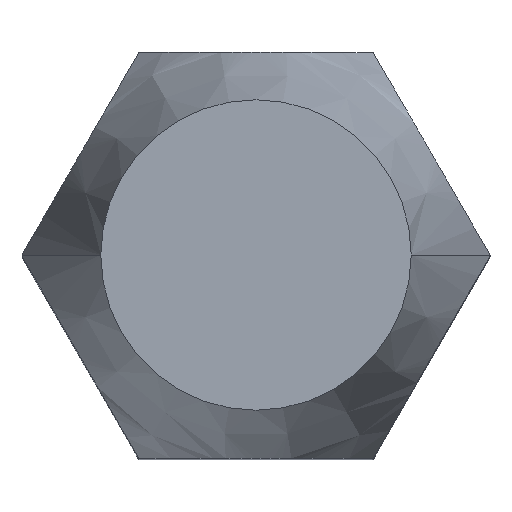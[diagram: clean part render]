
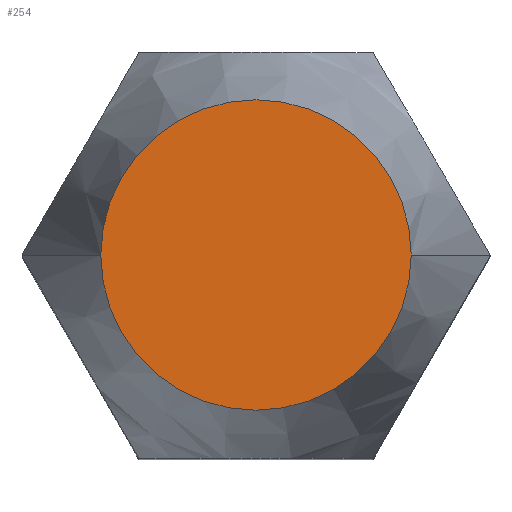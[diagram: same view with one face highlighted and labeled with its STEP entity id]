
A CAD part, top view. The second image highlights one B-rep face of the part: STEP entity #254.
In plain terms, the highlighted planar face has unit normal (0, 0, 1).
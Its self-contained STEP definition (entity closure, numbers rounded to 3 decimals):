
#162=EDGE_CURVE('',#400,#274,#435,.T.);
#244=EDGE_CURVE('',#274,#400,#529,.T.);
#254=ADVANCED_FACE('',(#539),#540,.T.);
#274=VERTEX_POINT('',#561);
#400=VERTEX_POINT('',#698);
#435=CIRCLE('',#725,6.5);
#529=CIRCLE('',#862,6.5);
#539=FACE_OUTER_BOUND('',#884,.T.);
#540=PLANE('',#885);
#561=CARTESIAN_POINT('',(6.5,0.,40.0));
#698=CARTESIAN_POINT('',(-6.5,0.,40.0));
#725=AXIS2_PLACEMENT_3D('',#1152,#1153,#1154);
#862=AXIS2_PLACEMENT_3D('',#1308,#1309,#1310);
#884=EDGE_LOOP('',(#1313,#1314));
#885=AXIS2_PLACEMENT_3D('',#1315,#1316,#1317);
#1152=CARTESIAN_POINT('',(0.,0.,40.0));
#1153=DIRECTION('',(0.0,0.0,1.0));
#1154=DIRECTION('',(-1.0,0.,0.0));
#1308=CARTESIAN_POINT('',(0.,0.,40.0));
#1309=DIRECTION('',(0.0,0.0,1.0));
#1310=DIRECTION('',(-1.0,0.,0.0));
#1313=ORIENTED_EDGE('',*,*,#162,.T.);
#1314=ORIENTED_EDGE('',*,*,#244,.T.);
#1315=CARTESIAN_POINT('',(-3.25,0.,40.0));
#1316=DIRECTION('',(0.0,0.0,1.0));
#1317=DIRECTION('',(-1.0,0.,0.0));
